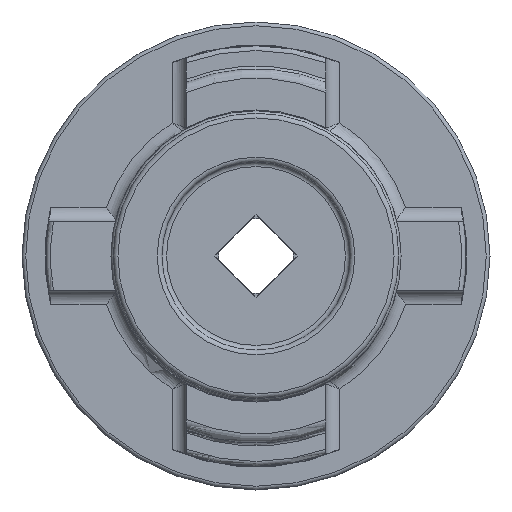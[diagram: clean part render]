
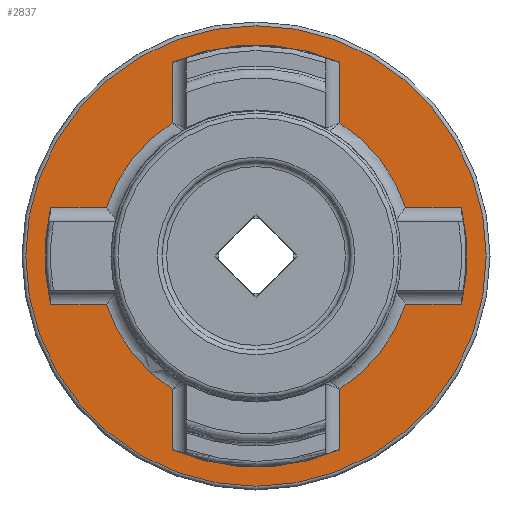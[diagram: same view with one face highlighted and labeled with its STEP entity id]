
A CAD part, left-side view. The second image highlights one B-rep face of the part: STEP entity #2837.
In plain terms, the highlighted planar face has unit normal (-1, 0, 0).
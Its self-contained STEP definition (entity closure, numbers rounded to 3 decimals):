
#6 = CARTESIAN_POINT ( 'NONE',  ( 34.5, 21.948, -5.175 ) ) ;
#42 = CARTESIAN_POINT ( 'NONE',  ( 34.5, 0., 0. ) ) ;
#47 = CARTESIAN_POINT ( 'NONE',  ( 34.5, 0., 0. ) ) ;
#49 = CARTESIAN_POINT ( 'NONE',  ( 34.5, 21.948, 5.175 ) ) ;
#68 = LINE ( 'NONE', #3085, #1883 ) ;
#80 = VERTEX_POINT ( 'NONE', #324 ) ;
#84 = ORIENTED_EDGE ( 'NONE', *, *, #139, .T. ) ;
#117 = CIRCLE ( 'NONE', #640, 22.55 ) ;
#135 = DIRECTION ( 'NONE',  ( 0., 0., -1. ) ) ;
#139 = EDGE_CURVE ( 'NONE', #282, #282, #234, .T. ) ;
#145 = CARTESIAN_POINT ( 'NONE',  ( 34.5, -8.95, 13.364 ) ) ;
#192 = LINE ( 'NONE', #2242, #2079 ) ;
#195 = VERTEX_POINT ( 'NONE', #400 ) ;
#220 = AXIS2_PLACEMENT_3D ( 'NONE', #47, #1918, #334 ) ;
#226 = DIRECTION ( 'NONE',  ( 0., 1., 0. ) ) ;
#234 = CIRCLE ( 'NONE', #550, 24.6 ) ;
#242 = CARTESIAN_POINT ( 'NONE',  ( 34.5, -8.95, 14.218 ) ) ;
#253 = EDGE_CURVE ( 'NONE', #1817, #852, #192, .T. ) ;
#263 = ORIENTED_EDGE ( 'NONE', *, *, #1272, .F. ) ;
#282 = VERTEX_POINT ( 'NONE', #1197 ) ;
#286 = DIRECTION ( 'NONE',  ( -1., 0., 0. ) ) ;
#299 = VERTEX_POINT ( 'NONE', #3151 ) ;
#324 = CARTESIAN_POINT ( 'NONE',  ( 34.5, 8.95, -14.218 ) ) ;
#334 = DIRECTION ( 'NONE',  ( 0., 0., 1. ) ) ;
#337 = EDGE_CURVE ( 'NONE', #2680, #1512, #3046, .T. ) ;
#368 = CIRCLE ( 'NONE', #1084, 16.8 ) ;
#382 = AXIS2_PLACEMENT_3D ( 'NONE', #3116, #2368, #1782 ) ;
#400 = CARTESIAN_POINT ( 'NONE',  ( 34.5, 8.95, -20.698 ) ) ;
#426 = AXIS2_PLACEMENT_3D ( 'NONE', #3150, #1317, #2123 ) ;
#520 = CARTESIAN_POINT ( 'NONE',  ( 34.5, -14.852, -5.175 ) ) ;
#550 = AXIS2_PLACEMENT_3D ( 'NONE', #3230, #2769, #1698 ) ;
#581 = ORIENTED_EDGE ( 'NONE', *, *, #3025, .T. ) ;
#614 = EDGE_LOOP ( 'NONE', ( #84 ) ) ;
#625 = EDGE_CURVE ( 'NONE', #852, #654, #3231, .T. ) ;
#640 = AXIS2_PLACEMENT_3D ( 'NONE', #42, #286, #2392 ) ;
#654 = VERTEX_POINT ( 'NONE', #721 ) ;
#700 = VECTOR ( 'NONE', #914, 1000. ) ;
#721 = CARTESIAN_POINT ( 'NONE',  ( 34.5, 8.95, 14.218 ) ) ;
#726 = ORIENTED_EDGE ( 'NONE', *, *, #2192, .F. ) ;
#834 = CARTESIAN_POINT ( 'NONE',  ( 34.5, 0., 0. ) ) ;
#852 = VERTEX_POINT ( 'NONE', #1288 ) ;
#869 = CARTESIAN_POINT ( 'NONE',  ( 34.5, 22.55, -5.175 ) ) ;
#895 = CARTESIAN_POINT ( 'NONE',  ( 34.5, -15.983, -5.175 ) ) ;
#914 = DIRECTION ( 'NONE',  ( 0., -1., 0. ) ) ;
#920 = VERTEX_POINT ( 'NONE', #6 ) ;
#934 = CARTESIAN_POINT ( 'NONE',  ( 34.5, -8.95, -21.284 ) ) ;
#977 = ORIENTED_EDGE ( 'NONE', *, *, #3126, .T. ) ;
#998 = ORIENTED_EDGE ( 'NONE', *, *, #2541, .T. ) ;
#999 = DIRECTION ( 'NONE',  ( 1., 0., 0. ) ) ;
#1047 = VERTEX_POINT ( 'NONE', #1962 ) ;
#1084 = AXIS2_PLACEMENT_3D ( 'NONE', #2760, #2834, #1168 ) ;
#1086 = ORIENTED_EDGE ( 'NONE', *, *, #1356, .T. ) ;
#1105 = DIRECTION ( 'NONE',  ( 0., 0., -1. ) ) ;
#1135 = DIRECTION ( 'NONE',  ( 1., 0., 0. ) ) ;
#1142 = CIRCLE ( 'NONE', #220, 22.55 ) ;
#1153 = DIRECTION ( 'NONE',  ( 0., 0., -1. ) ) ;
#1168 = DIRECTION ( 'NONE',  ( 0., 0., -1. ) ) ;
#1184 = CIRCLE ( 'NONE', #1285, 22.55 ) ;
#1197 = CARTESIAN_POINT ( 'NONE',  ( 34.5, 0., 24.6 ) ) ;
#1203 = DIRECTION ( 'NONE',  ( 0., 0., 1. ) ) ;
#1226 = FACE_OUTER_BOUND ( 'NONE', #614, .T. ) ;
#1272 = EDGE_CURVE ( 'NONE', #2680, #1562, #2100, .T. ) ;
#1285 = AXIS2_PLACEMENT_3D ( 'NONE', #1427, #2542, #1203 ) ;
#1288 = CARTESIAN_POINT ( 'NONE',  ( 34.5, 15.983, 5.175 ) ) ;
#1296 = ORIENTED_EDGE ( 'NONE', *, *, #253, .T. ) ;
#1317 = DIRECTION ( 'NONE',  ( -1., 0., 0. ) ) ;
#1356 = EDGE_CURVE ( 'NONE', #3306, #920, #1733, .T. ) ;
#1373 = CARTESIAN_POINT ( 'NONE',  ( 34.5, -21.948, -5.175 ) ) ;
#1411 = AXIS2_PLACEMENT_3D ( 'NONE', #834, #1135, #1153 ) ;
#1414 = DIRECTION ( 'NONE',  ( 0., 0., -1. ) ) ;
#1427 = CARTESIAN_POINT ( 'NONE',  ( 34.5, 0., 0. ) ) ;
#1455 = EDGE_CURVE ( 'NONE', #195, #80, #68, .T. ) ;
#1489 = CARTESIAN_POINT ( 'NONE',  ( 34.5, 15.983, -5.175 ) ) ;
#1512 = VERTEX_POINT ( 'NONE', #895 ) ;
#1514 = CARTESIAN_POINT ( 'NONE',  ( 34.5, 0., 0. ) ) ;
#1534 = ORIENTED_EDGE ( 'NONE', *, *, #2433, .T. ) ;
#1562 = VERTEX_POINT ( 'NONE', #2555 ) ;
#1698 = DIRECTION ( 'NONE',  ( 0., 0., 1. ) ) ;
#1713 = CARTESIAN_POINT ( 'NONE',  ( 34.5, -22.249, 5.175 ) ) ;
#1733 = LINE ( 'NONE', #869, #3024 ) ;
#1782 = DIRECTION ( 'NONE',  ( 0., 0., -1. ) ) ;
#1817 = VERTEX_POINT ( 'NONE', #49 ) ;
#1879 = ORIENTED_EDGE ( 'NONE', *, *, #337, .T. ) ;
#1883 = VECTOR ( 'NONE', #2533, 1000. ) ;
#1918 = DIRECTION ( 'NONE',  ( -1., 0., 0. ) ) ;
#1962 = CARTESIAN_POINT ( 'NONE',  ( 34.5, -8.95, 20.698 ) ) ;
#1975 = VECTOR ( 'NONE', #1414, 1000. ) ;
#1979 = CIRCLE ( 'NONE', #2955, 16.8 ) ;
#1994 = VERTEX_POINT ( 'NONE', #2172 ) ;
#1999 = EDGE_CURVE ( 'NONE', #2110, #1994, #1979, .T. ) ;
#2063 = ORIENTED_EDGE ( 'NONE', *, *, #625, .T. ) ;
#2079 = VECTOR ( 'NONE', #2978, 1000. ) ;
#2100 = CIRCLE ( 'NONE', #426, 22.55 ) ;
#2110 = VERTEX_POINT ( 'NONE', #242 ) ;
#2123 = DIRECTION ( 'NONE',  ( 0., 0., 1. ) ) ;
#2148 = CARTESIAN_POINT ( 'NONE',  ( 34.5, 0., 0. ) ) ;
#2156 = DIRECTION ( 'NONE',  ( 0., 0., 1. ) ) ;
#2172 = CARTESIAN_POINT ( 'NONE',  ( 34.5, -15.983, 5.175 ) ) ;
#2192 = EDGE_CURVE ( 'NONE', #1047, #2305, #1142, .T. ) ;
#2242 = CARTESIAN_POINT ( 'NONE',  ( 34.5, 22.55, 5.175 ) ) ;
#2243 = ORIENTED_EDGE ( 'NONE', *, *, #1999, .T. ) ;
#2305 = VERTEX_POINT ( 'NONE', #2705 ) ;
#2330 = EDGE_CURVE ( 'NONE', #195, #3107, #1184, .T. ) ;
#2343 = LINE ( 'NONE', #934, #2683 ) ;
#2347 = LINE ( 'NONE', #1713, #700 ) ;
#2368 = DIRECTION ( 'NONE',  ( 1., 0., 0. ) ) ;
#2392 = DIRECTION ( 'NONE',  ( 0., 0., 1. ) ) ;
#2405 = EDGE_CURVE ( 'NONE', #1047, #2110, #2681, .T. ) ;
#2433 = EDGE_CURVE ( 'NONE', #80, #3306, #368, .T. ) ;
#2523 = LINE ( 'NONE', #2702, #2924 ) ;
#2533 = DIRECTION ( 'NONE',  ( 0., 0., 1. ) ) ;
#2541 = EDGE_CURVE ( 'NONE', #1512, #299, #2563, .T. ) ;
#2542 = DIRECTION ( 'NONE',  ( -1., 0., 0. ) ) ;
#2555 = CARTESIAN_POINT ( 'NONE',  ( 34.5, -21.948, 5.175 ) ) ;
#2563 = CIRCLE ( 'NONE', #3084, 16.8 ) ;
#2580 = EDGE_LOOP ( 'NONE', ( #726, #2717, #2243, #581, #263, #1879, #998, #3105, #2933, #2943, #1534, #1086, #2733, #1296, #2063, #977 ) ) ;
#2627 = PLANE ( 'NONE',  #382 ) ;
#2663 = EDGE_CURVE ( 'NONE', #1817, #920, #117, .T. ) ;
#2680 = VERTEX_POINT ( 'NONE', #1373 ) ;
#2681 = LINE ( 'NONE', #145, #1975 ) ;
#2683 = VECTOR ( 'NONE', #135, 1000. ) ;
#2702 = CARTESIAN_POINT ( 'NONE',  ( 34.5, 8.95, 0. ) ) ;
#2705 = CARTESIAN_POINT ( 'NONE',  ( 34.5, 8.95, 20.698 ) ) ;
#2717 = ORIENTED_EDGE ( 'NONE', *, *, #2405, .T. ) ;
#2733 = ORIENTED_EDGE ( 'NONE', *, *, #2663, .F. ) ;
#2740 = DIRECTION ( 'NONE',  ( 0., 1., 0. ) ) ;
#2760 = CARTESIAN_POINT ( 'NONE',  ( 34.5, 0., 0. ) ) ;
#2769 = DIRECTION ( 'NONE',  ( -1., 0., 0. ) ) ;
#2834 = DIRECTION ( 'NONE',  ( 1., 0., 0. ) ) ;
#2837 = ADVANCED_FACE ( 'NONE', ( #1226, #2885 ), #2627, .F. ) ;
#2885 = FACE_BOUND ( 'NONE', #2580, .T. ) ;
#2912 = VECTOR ( 'NONE', #226, 1000. ) ;
#2924 = VECTOR ( 'NONE', #2156, 1000. ) ;
#2933 = ORIENTED_EDGE ( 'NONE', *, *, #2330, .F. ) ;
#2943 = ORIENTED_EDGE ( 'NONE', *, *, #1455, .T. ) ;
#2955 = AXIS2_PLACEMENT_3D ( 'NONE', #2148, #2982, #1105 ) ;
#2978 = DIRECTION ( 'NONE',  ( 0., -1., 0. ) ) ;
#2982 = DIRECTION ( 'NONE',  ( 1., 0., 0. ) ) ;
#3024 = VECTOR ( 'NONE', #2740, 1000. ) ;
#3025 = EDGE_CURVE ( 'NONE', #1994, #1562, #2347, .T. ) ;
#3046 = LINE ( 'NONE', #520, #2912 ) ;
#3084 = AXIS2_PLACEMENT_3D ( 'NONE', #1514, #999, #3109 ) ;
#3085 = CARTESIAN_POINT ( 'NONE',  ( 34.5, 8.95, 0. ) ) ;
#3105 = ORIENTED_EDGE ( 'NONE', *, *, #3303, .T. ) ;
#3107 = VERTEX_POINT ( 'NONE', #3188 ) ;
#3109 = DIRECTION ( 'NONE',  ( 0., 0., -1. ) ) ;
#3116 = CARTESIAN_POINT ( 'NONE',  ( 34.5, 22.55, 0. ) ) ;
#3126 = EDGE_CURVE ( 'NONE', #654, #2305, #2523, .T. ) ;
#3150 = CARTESIAN_POINT ( 'NONE',  ( 34.5, 0., 0. ) ) ;
#3151 = CARTESIAN_POINT ( 'NONE',  ( 34.5, -8.95, -14.218 ) ) ;
#3188 = CARTESIAN_POINT ( 'NONE',  ( 34.5, -8.95, -20.698 ) ) ;
#3230 = CARTESIAN_POINT ( 'NONE',  ( 34.5, 0., 0. ) ) ;
#3231 = CIRCLE ( 'NONE', #1411, 16.8 ) ;
#3303 = EDGE_CURVE ( 'NONE', #299, #3107, #2343, .T. ) ;
#3306 = VERTEX_POINT ( 'NONE', #1489 ) ;
